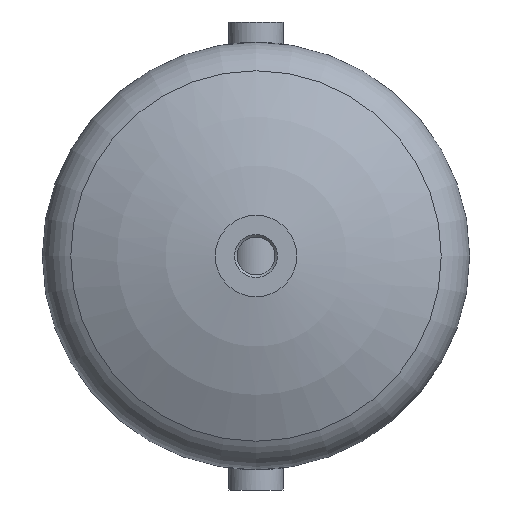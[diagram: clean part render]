
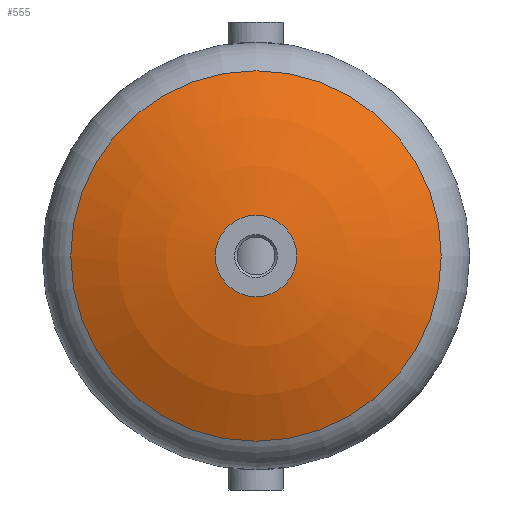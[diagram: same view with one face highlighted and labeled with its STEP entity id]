
A CAD part, front view. The second image highlights one B-rep face of the part: STEP entity #555.
In plain terms, the highlighted spherical face has radius 200 mm.
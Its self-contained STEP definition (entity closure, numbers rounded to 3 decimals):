
#30=SPHERICAL_SURFACE('',#596,200.);
#43=CIRCLE('',#597,20.);
#44=CIRCLE('',#598,91.044);
#72=ORIENTED_EDGE('',*,*,#134,.F.);
#73=ORIENTED_EDGE('',*,*,#135,.T.);
#134=EDGE_CURVE('',#166,#166,#43,.F.);
#135=EDGE_CURVE('',#167,#167,#44,.T.);
#166=VERTEX_POINT('',#1486);
#167=VERTEX_POINT('',#1488);
#208=EDGE_LOOP('',(#72));
#209=EDGE_LOOP('',(#73));
#272=FACE_BOUND('',#208,.T.);
#273=FACE_BOUND('',#209,.T.);
#555=ADVANCED_FACE('',(#272,#273),#30,.T.);
#596=AXIS2_PLACEMENT_3D('',#1484,#661,#662);
#597=AXIS2_PLACEMENT_3D('',#1485,#663,#664);
#598=AXIS2_PLACEMENT_3D('',#1487,#665,#666);
#661=DIRECTION('',(0.,-1.,0.));
#662=DIRECTION('',(0.,0.,1.));
#663=DIRECTION('',(0.,1.,0.));
#664=DIRECTION('',(0.,0.,1.));
#665=DIRECTION('',(0.,-1.,0.));
#666=DIRECTION('',(0.,0.,-1.));
#1484=CARTESIAN_POINT('',(0.,107.5,0.));
#1485=CARTESIAN_POINT('',(0.,-91.497,0.));
#1486=CARTESIAN_POINT('',(0.,-91.497,20.));
#1487=CARTESIAN_POINT('',(0.,-70.576,0.));
#1488=CARTESIAN_POINT('',(0.,-70.576,-91.044));
